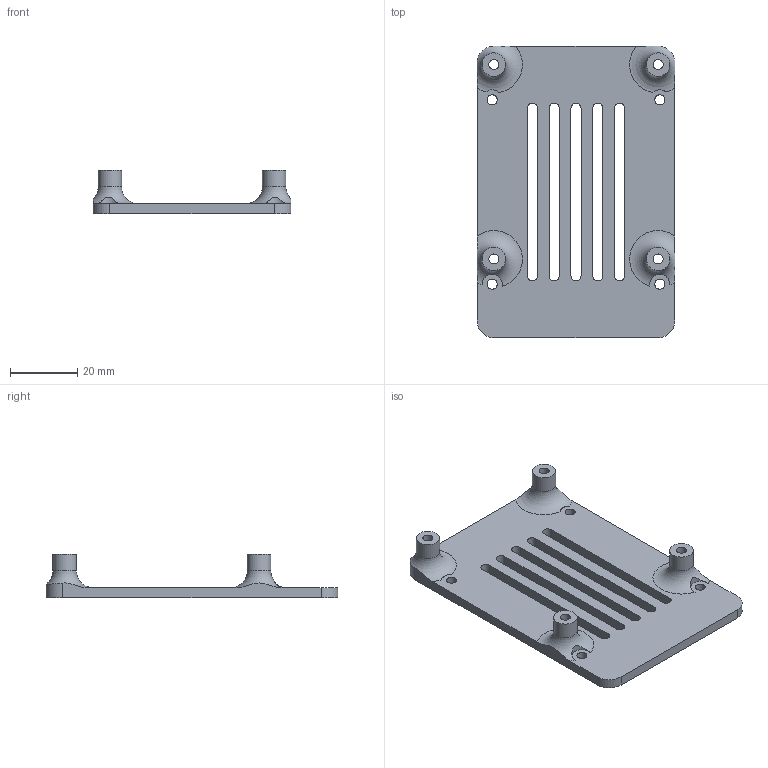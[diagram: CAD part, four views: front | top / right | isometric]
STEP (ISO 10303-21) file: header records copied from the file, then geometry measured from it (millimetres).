
FILE_DESCRIPTION(/* description */ (''),/* implementation_level */ '2;1');
FILE_NAME(/* name */ 'Raspberry Support v8.stp',/* time_stamp */ '2020-12-11T16:29:23+01:00',/* author */ (''),/* organization */ (''),/* preprocessor_version */ 'ST-DEVELOPER v18.1',/* originating_system */ 'Autodesk Translation Framework v9.7.1.1290',/* authorisation */ '');
FILE_SCHEMA (('AUTOMOTIVE_DESIGN { 1 0 10303 214 3 1 1 }'));
Length unit declared in the file: millimetre
Products named in the file (2): Raspberry Support; Support RPI
Assembly tree (1 placements, depth 2):
  Raspberry Support
    Support RPI
Bounding box: 59 x 87 x 13 mm (x, y, z)
Volume: 14405 mm3; surface area: 12517.7 mm2
Topology: 1 solids, 1 shells, 62 faces, 168 edges, 112 vertices
Faces by surface type: cylinder 34, plane 24, torus 4
Full cylindrical faces by diameter (mm): 3 x8, 6 x4, 7 x4
Entity records: 2234 total; most frequent: CARTESIAN_POINT 503, DIRECTION 364, ORIENTED_EDGE 336, EDGE_CURVE 168, AXIS2_PLACEMENT_3D 145, VERTEX_POINT 112, EDGE_LOOP 92, CIRCLE 80
